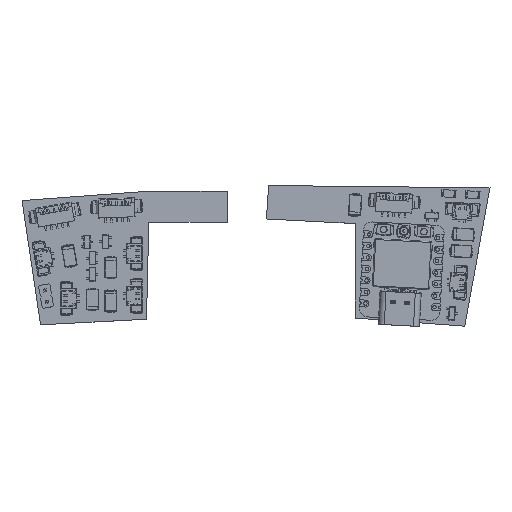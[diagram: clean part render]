
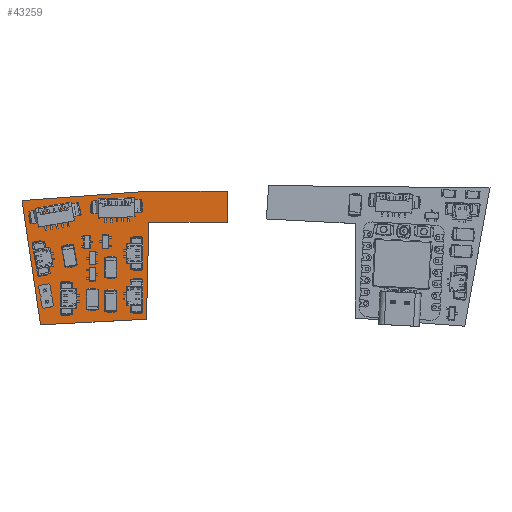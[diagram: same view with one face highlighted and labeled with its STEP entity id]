
A CAD part, top view. The second image highlights one B-rep face of the part: STEP entity #43259.
In plain terms, the highlighted planar face has unit normal (0, 0, 1).
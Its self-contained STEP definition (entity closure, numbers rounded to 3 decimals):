
#43101 = VERTEX_POINT('',#43102);
#43102 = CARTESIAN_POINT('',(-6.363,7.379,1.51));
#43108 = EDGE_CURVE('',#43101,#43109,#43111,.T.);
#43109 = VERTEX_POINT('',#43110);
#43110 = CARTESIAN_POINT('',(-23.635,7.379,1.51));
#43111 = LINE('',#43112,#43113);
#43112 = CARTESIAN_POINT('',(-6.363,7.379,1.51));
#43113 = VECTOR('',#43114,1.);
#43114 = DIRECTION('',(-1.,0.,0.));
#43141 = VERTEX_POINT('',#43142);
#43142 = CARTESIAN_POINT('',(-6.363,14.237,1.51));
#43148 = EDGE_CURVE('',#43141,#43101,#43149,.T.);
#43149 = LINE('',#43150,#43151);
#43150 = CARTESIAN_POINT('',(-6.363,14.237,1.51));
#43151 = VECTOR('',#43152,1.);
#43152 = DIRECTION('',(0.,-1.,0.));
#43170 = EDGE_CURVE('',#43109,#43171,#43173,.T.);
#43171 = VERTEX_POINT('',#43172);
#43172 = CARTESIAN_POINT('',(-24.143,-13.958,1.51));
#43173 = LINE('',#43174,#43175);
#43174 = CARTESIAN_POINT('',(-23.635,7.379,1.51));
#43175 = VECTOR('',#43176,1.);
#43176 = DIRECTION('',(-0.024,-1.,0.));
#43259 = ADVANCED_FACE('',(#43260,#43295,#43306),#43317,.T.);
#43260 = FACE_BOUND('',#43261,.T.);
#43261 = EDGE_LOOP('',(#43262,#43263,#43264,#43272,#43280,#43288,#43294)
  );
#43262 = ORIENTED_EDGE('',*,*,#43108,.F.);
#43263 = ORIENTED_EDGE('',*,*,#43148,.F.);
#43264 = ORIENTED_EDGE('',*,*,#43265,.F.);
#43265 = EDGE_CURVE('',#43266,#43141,#43268,.T.);
#43266 = VERTEX_POINT('',#43267);
#43267 = CARTESIAN_POINT('',(-23.889,14.237,1.51));
#43268 = LINE('',#43269,#43270);
#43269 = CARTESIAN_POINT('',(-23.889,14.237,1.51));
#43270 = VECTOR('',#43271,1.);
#43271 = DIRECTION('',(1.,0.,0.));
#43272 = ORIENTED_EDGE('',*,*,#43273,.F.);
#43273 = EDGE_CURVE('',#43274,#43266,#43276,.T.);
#43274 = VERTEX_POINT('',#43275);
#43275 = CARTESIAN_POINT('',(-51.575,12.205,1.51));
#43276 = LINE('',#43277,#43278);
#43277 = CARTESIAN_POINT('',(-51.575,12.205,1.51));
#43278 = VECTOR('',#43279,1.);
#43279 = DIRECTION('',(0.997,0.073,0.));
#43280 = ORIENTED_EDGE('',*,*,#43281,.F.);
#43281 = EDGE_CURVE('',#43282,#43274,#43284,.T.);
#43282 = VERTEX_POINT('',#43283);
#43283 = CARTESIAN_POINT('',(-47.491,-15.181,1.51));
#43284 = LINE('',#43285,#43286);
#43285 = CARTESIAN_POINT('',(-47.491,-15.181,1.51));
#43286 = VECTOR('',#43287,1.);
#43287 = DIRECTION('',(-0.147,0.989,0.));
#43288 = ORIENTED_EDGE('',*,*,#43289,.F.);
#43289 = EDGE_CURVE('',#43171,#43282,#43290,.T.);
#43290 = LINE('',#43291,#43292);
#43291 = CARTESIAN_POINT('',(-24.143,-13.958,1.51));
#43292 = VECTOR('',#43293,1.);
#43293 = DIRECTION('',(-0.999,-0.052,0.));
#43294 = ORIENTED_EDGE('',*,*,#43170,.F.);
#43295 = FACE_BOUND('',#43296,.T.);
#43296 = EDGE_LOOP('',(#43297));
#43297 = ORIENTED_EDGE('',*,*,#43298,.T.);
#43298 = EDGE_CURVE('',#43299,#43299,#43301,.T.);
#43299 = VERTEX_POINT('',#43300);
#43300 = CARTESIAN_POINT('',(-46.053,-10.609,1.51));
#43301 = CIRCLE('',#43302,0.5);
#43302 = AXIS2_PLACEMENT_3D('',#43303,#43304,#43305);
#43303 = CARTESIAN_POINT('',(-46.053,-10.109,1.51));
#43304 = DIRECTION('',(-0.,0.,-1.));
#43305 = DIRECTION('',(-0.,-1.,0.));
#43306 = FACE_BOUND('',#43307,.T.);
#43307 = EDGE_LOOP('',(#43308));
#43308 = ORIENTED_EDGE('',*,*,#43309,.T.);
#43309 = EDGE_CURVE('',#43310,#43310,#43312,.T.);
#43310 = VERTEX_POINT('',#43311);
#43311 = CARTESIAN_POINT('',(-46.495,-8.108,1.51));
#43312 = CIRCLE('',#43313,0.5);
#43313 = AXIS2_PLACEMENT_3D('',#43314,#43315,#43316);
#43314 = CARTESIAN_POINT('',(-46.495,-7.608,1.51));
#43315 = DIRECTION('',(-0.,0.,-1.));
#43316 = DIRECTION('',(-0.,-1.,0.));
#43317 = PLANE('',#43318);
#43318 = AXIS2_PLACEMENT_3D('',#43319,#43320,#43321);
#43319 = CARTESIAN_POINT('',(0.,0.,1.51));
#43320 = DIRECTION('',(0.,0.,1.));
#43321 = DIRECTION('',(1.,0.,-0.));
